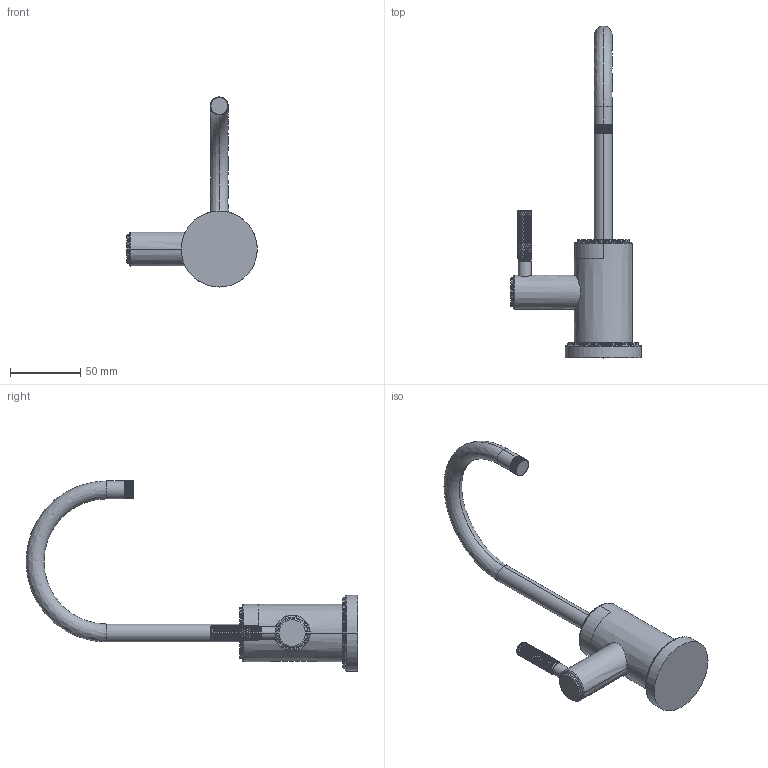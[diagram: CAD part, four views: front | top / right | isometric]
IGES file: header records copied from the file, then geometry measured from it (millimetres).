
Start section:  PTC IGES file: 3290-5613.igs
Global section: file name: 3290-5613.igs; native system: Creo Parametric by PTC Inc.; preprocessor: 2018400; author: jinson.thomas; organization: Unknown; date: 20210422.141458; units: inch
Bounding box: 92.65 x 235.59 x 134.94 mm (x, y, z)
Volume: 178263.8 mm3; surface area: 32522.2 mm2
Topology: 1 solids, 1 shells, 3509 faces, 7268 edges, 3768 vertices
Faces by surface type: bspline 2791, revolution 718
